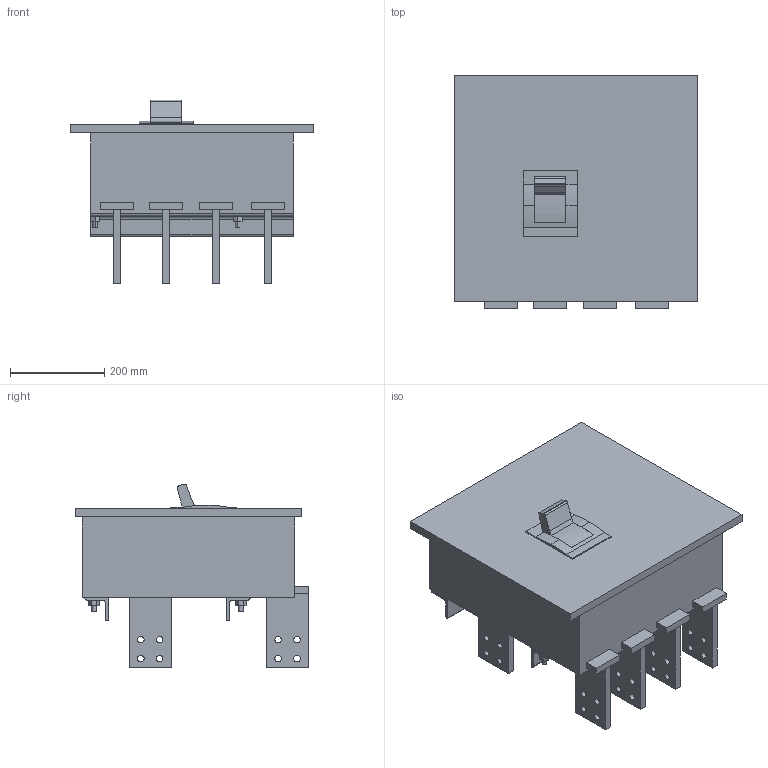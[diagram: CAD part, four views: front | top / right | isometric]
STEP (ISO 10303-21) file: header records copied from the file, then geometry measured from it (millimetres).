
FILE_DESCRIPTION(('CoCreate Modeling STEP Export'),'2;1');
FILE_NAME('ＸＳ２５００ＮＥ４Ｐ.stp','2016-03-31T11:28:52',(''),(''),'CoCreate Modeling STEP processor for AP214 (Solid Model)','CoCreate Modeling 17.0 01-Apr-2010 (C) Parametric Technology GmbH','');
FILE_SCHEMA(('AUTOMOTIVE_DESIGN { 1 0 10303 214 1 1 1 1 }'));
Length unit declared in the file: millimetre
Products named in the file (20): p3.1; p3.2; p3.3; p3; p6.2; p6; p6.3; p4; p6.1; p1; p2; p2.1; p4.3; p4.2; p4.1; p5; p5.1; p5.2; p5.3; ＸＳ２５００ＮＥ４Ｐ
Assembly tree (19 placements, depth 2):
  ＸＳ２５００ＮＥ４Ｐ
    p5.3
    p5.2
    p5.1
    p5
    p4.1
    p4.2
    p4.3
    p2.1
    p2
    p1
    p6.1
    p4
    p6.3
    p6
    p6.2
    p3
    p3.3
    p3.2
    p3.1
Bounding box: 515 x 495 x 389.83 mm (x, y, z)
Volume: 39718519.4 mm3; surface area: 1335781.6 mm2
Topology: 19 solids, 19 shells, 276 faces, 694 edges, 462 vertices
Faces by surface type: plane 167, cylinder 109
Entity records: 8829 total; most frequent: ORIENTED_EDGE 1388, CARTESIAN_POINT 1286, DIRECTION 1186, EDGE_CURVE 694, VECTOR 462, LINE 462, VERTEX_POINT 462, AXIS2_PLACEMENT_3D 362
